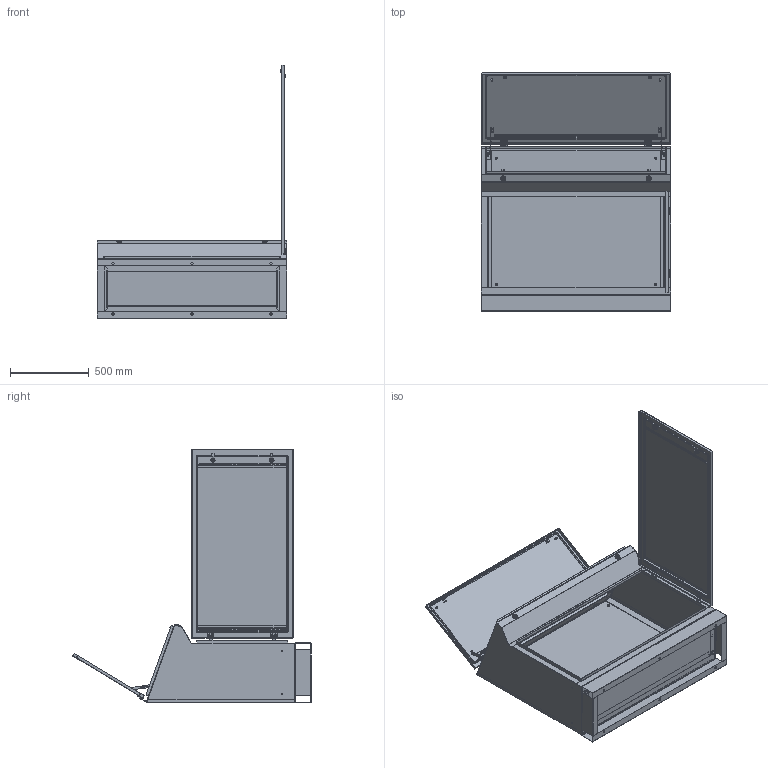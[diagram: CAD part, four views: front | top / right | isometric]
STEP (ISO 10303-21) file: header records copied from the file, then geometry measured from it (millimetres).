
FILE_DESCRIPTION (( 'STEP AP203' ), '1' );
FILE_NAME ('ÌÈ-1498.00.00.000 Ñáîðêà Ïóëüò TP12.STEP', '2020-11-03T08:25:57', ( '' ), ( '' ), 'SwSTEP 2.0', 'SolidWorks 2019', '' );
FILE_SCHEMA (( 'CONFIG_CONTROL_DESIGN' ));
Length unit declared in the file: millimetre
Products named in the file (60): ÌÈ-1498.00.00.000 Ñáîðêà Ïóëüò TP12; __-1498.02.00.001 _____.STEP; ________ _______ _4 UNI 9203.STEP; __-1368.01.00.001 ______.STEP; __-1368.04.00.001 ___________ ___ ____ ______.STEP; ____________ 1.STEP; _____-1.STEP; _____ _______-1.STEP; __-1368.04.00.000 __ ___________ ___ ____ ______.STEP; __-72.03.03.002 _________ ________.STEP; ______ _____.STEP; __-1368.03.00.002 ______ ___.STEP; __-1498.00.00.001 ______ _________.STEP; ______ _____ IP54-0.STEP; ___ __ _____.STEP; __-72.00.00.002 ____.STEP; __-72.03.02.000 ______ _____ __.STEP; __-72.05.00.001 _______ 290.STEP; pan head cross recess screw_din_DIN EN ISO 7045 - M4 x 16 - Z - 16N.STEP; _______ _________ _8_16 DIN 13918.STEP; __-1368.01.00.000 ______ __.STEP; ÌÈ-1498.00.00.000 Ñáîðêà Ïóëüò TP12.STEP; __-72.03.03.000 ______ ______ __.STEP; ______.STEP; __-1498.01.01.000 ______ ______ __.STEP; __-1498.02.00.000 _____ __.STEP; ___ __ ______1.STEP; hex flange nut_din_Hexagon Flange Nut DIN 6923 - M6 - N.STEP; __-72.02.00.002 ______ _____.STEP; __-1368.03.00.001 ______ _____.STEP; _________ _____ _____ IP54.STEP; __ __ ___________.STEP; _____.STEP; __-72.03.03.001 ______ ______.STEP; __-1368.05.00.000 __ ______ 1200_380.STEP; _______ _________ _6_25.STEP; _________ ____________________ 1.STEP; __-72.01.00.003 _________ _____.STEP; high strength hex head bolt_din_DIN 6914 - M12 x 30 x 21-N.STEP; ____________ PM09.135.R.STEP ...
Assembly tree (116 placements, depth 5):
  ÌÈ-1498.00.00.000 Ñáîðêà Ïóëüò TP12
    ÌÈ-1498.00.00.000 Ñáîðêà Ïóëüò TP12.STEP
      __-1498.01.00.000 ______ __.STEP
        __-1498.01.01.000 ______ ______ __.STEP
          __-1498.01.01.001 ______ ______.STEP
          _______ _________ _6_25.STEP  x4
        __-72.03.02.000 ______ _____ __.STEP
          __-72.03.02.001 ______ _____.STEP
          _______ _________ _6_16 DIN 13918.STEP  x2
          __-72.03.03.002 _________ ________.STEP
          ________ _______ _4 UNI 9203.STEP  x2
        __-72.03.03.000 ______ ______ __.STEP
          __-72.03.03.001 ______ ______.STEP
          _______ _________ _6_16 DIN 13918.STEP  x2
          __-72.03.03.002 _________ ________.STEP
          ________ _______ _4 UNI 9203.STEP  x2
        __-1368.03.00.002 ______ ___.STEP
        __-1368.03.00.001 ______ _____.STEP
      __-1368.01.00.000 ______ __.STEP
        __-1368.01.00.001 ______.STEP
        __-1368.01.00.002 ______.STEP
        _______ _________ _8_16 DIN 13918.STEP  x2
        ___ __ ______1.STEP
        _______ _________ _4_16 DIN 13918.STEP  x4
        __-72.01.00.003 _________ _____.STEP  x2
      __-1498.02.00.000 _____ __.STEP
        __-1498.02.00.001 _____.STEP
        __-72.02.00.002 ______ _____.STEP  x2
        ___ __ _____.STEP
      _____.STEP
        _____ _______-1.STEP
        __-72.00.00.002 ____.STEP
      _____-1.STEP
        _____ _______-1.STEP
        __-72.00.00.002 ____.STEP
      __-1368.04.00.000 __ ___________ ___ ____ ______.STEP
        __-1368.04.00.001 ___________ ___ ____ ______.STEP
        __ __ ___________.STEP
      __-1368.05.00.000 __ ______ 1200_380.STEP
        __-1368.05.00.002 _______ 1200.STEP  x2
        __-72.05.00.001 _______ 290.STEP  x2
      ____________ PM09.135.R.STEP
        ____________ 1.STEP
        ____________ 2.STEP
        ______.STEP  x2
      _________ ____________________ PM09.135.R.STEP
        _________ ____________________ 1.STEP
        _________ ____________________ 2.STEP
        _________ ______________.STEP  x2
      _____ IP54.STEP
        ______ _____ IP54.STEP
        _________ _____ _____ IP54.STEP
        ______ _____ IP54-0.STEP
        _____ ___ IP54.STEP
      _____ IP54-1.STEP
        ______ _____ IP54.STEP
        _________ _____ _____ IP54.STEP
        ______ _____ IP54-0.STEP
        _____ ___ IP54.STEP
      __-1498.00.00.001 ______ _________.STEP
Bounding box: 1200 x 1507.89 x 1605.6 mm (x, y, z)
Volume: 10380016.4 mm3; surface area: 13023722 mm2
Topology: 111 solids, 111 shells, 4216 faces, 10251 edges, 6347 vertices
Faces by surface type: plane 1851, cylinder 1681, cone 444, bspline 128, torus 104, sphere 8
Entity records: 80573 total; most frequent: CARTESIAN_POINT 21003, DIRECTION 11049, ORIENTED_EDGE 10470, EDGE_CURVE 5235, AXIS2_PLACEMENT_3D 3998, VERTEX_POINT 3256, LINE 3053, VECTOR 3053
